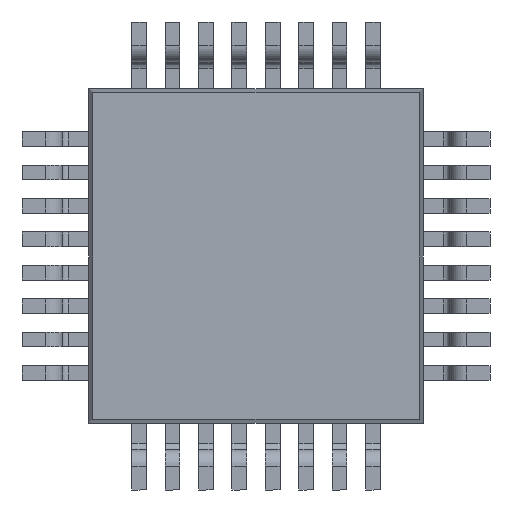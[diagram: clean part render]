
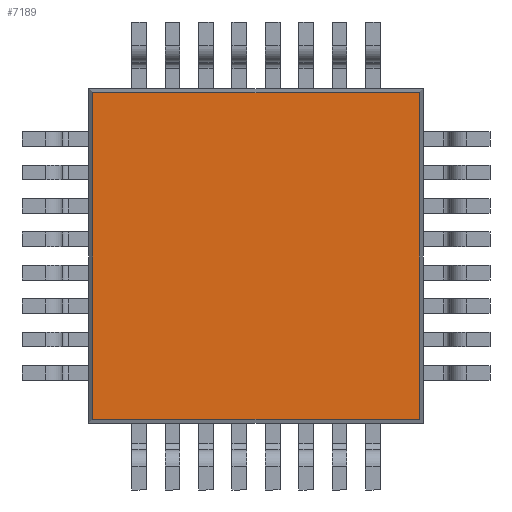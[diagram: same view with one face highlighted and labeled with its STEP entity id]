
A CAD part, front view. The second image highlights one B-rep face of the part: STEP entity #7189.
In plain terms, the highlighted planar face has unit normal (0, -1, 0).
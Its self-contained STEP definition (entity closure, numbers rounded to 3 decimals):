
#334 = VERTEX_POINT ( 'NONE', #13282 ) ;
#340 = LINE ( 'NONE', #1122, #10042 ) ;
#980 = PLANE ( 'NONE',  #9775 ) ;
#1122 = CARTESIAN_POINT ( 'NONE',  ( 2.444, 0.15, -2.5 ) ) ;
#1429 = FACE_OUTER_BOUND ( 'NONE', #10720, .T. ) ;
#2114 = VERTEX_POINT ( 'NONE', #13679 ) ;
#2664 = VECTOR ( 'NONE', #13300, 1000. ) ;
#2997 = DIRECTION ( 'NONE',  ( 0., 0., -1. ) ) ;
#3245 = DIRECTION ( 'NONE',  ( 0., 0., 1. ) ) ;
#4238 = ORIENTED_EDGE ( 'NONE', *, *, #5476, .T. ) ;
#5338 = CARTESIAN_POINT ( 'NONE',  ( -2.444, 0.15, 2.5 ) ) ;
#5348 = LINE ( 'NONE', #5338, #7803 ) ;
#5476 = EDGE_CURVE ( 'NONE', #334, #2114, #6171, .T. ) ;
#6171 = LINE ( 'NONE', #11154, #11342 ) ;
#6439 = DIRECTION ( 'NONE',  ( 0., -1., 0. ) ) ;
#6535 = CARTESIAN_POINT ( 'NONE',  ( 0., 0.15, 0. ) ) ;
#7189 = ADVANCED_FACE ( 'NONE', ( #1429 ), #980, .T. ) ;
#7549 = DIRECTION ( 'NONE',  ( 0., 0., -1. ) ) ;
#7718 = CARTESIAN_POINT ( 'NONE',  ( 2.5, 0.15, 2.444 ) ) ;
#7746 = CARTESIAN_POINT ( 'NONE',  ( 2.444, 0.15, 2.444 ) ) ;
#7803 = VECTOR ( 'NONE', #2997, 1000. ) ;
#7820 = VERTEX_POINT ( 'NONE', #7746 ) ;
#7884 = CARTESIAN_POINT ( 'NONE',  ( -2.444, 0.15, 2.444 ) ) ;
#8395 = EDGE_CURVE ( 'NONE', #2114, #7820, #340, .T. ) ;
#8574 = LINE ( 'NONE', #7718, #2664 ) ;
#9775 = AXIS2_PLACEMENT_3D ( 'NONE', #6535, #6439, #7549 ) ;
#10042 = VECTOR ( 'NONE', #3245, 1000. ) ;
#10427 = ORIENTED_EDGE ( 'NONE', *, *, #12725, .T. ) ;
#10720 = EDGE_LOOP ( 'NONE', ( #13990, #10427, #4238, #13181 ) ) ;
#10776 = EDGE_CURVE ( 'NONE', #7820, #12369, #8574, .T. ) ;
#11154 = CARTESIAN_POINT ( 'NONE',  ( -2.5, 0.15, -2.444 ) ) ;
#11342 = VECTOR ( 'NONE', #12451, 1000. ) ;
#12369 = VERTEX_POINT ( 'NONE', #7884 ) ;
#12451 = DIRECTION ( 'NONE',  ( 1., 0., 0. ) ) ;
#12725 = EDGE_CURVE ( 'NONE', #12369, #334, #5348, .T. ) ;
#13181 = ORIENTED_EDGE ( 'NONE', *, *, #8395, .T. ) ;
#13282 = CARTESIAN_POINT ( 'NONE',  ( -2.444, 0.15, -2.444 ) ) ;
#13300 = DIRECTION ( 'NONE',  ( -1., 0., 0. ) ) ;
#13679 = CARTESIAN_POINT ( 'NONE',  ( 2.444, 0.15, -2.444 ) ) ;
#13990 = ORIENTED_EDGE ( 'NONE', *, *, #10776, .T. ) ;
